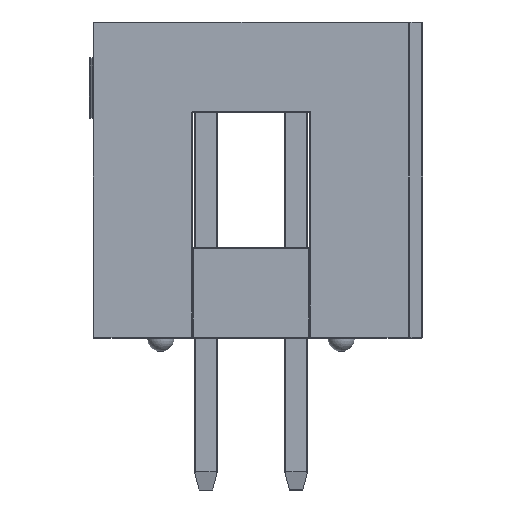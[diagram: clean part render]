
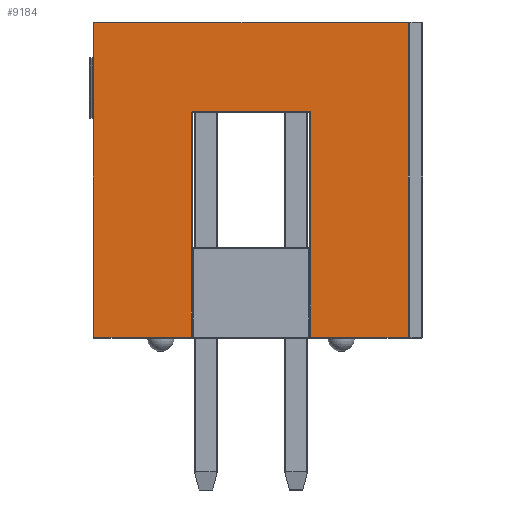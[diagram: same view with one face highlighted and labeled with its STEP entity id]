
A CAD part, left-side view. The second image highlights one B-rep face of the part: STEP entity #9184.
In plain terms, the highlighted planar face has unit normal (-1, 0, 0).
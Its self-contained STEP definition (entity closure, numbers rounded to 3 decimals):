
#674=CIRCLE('',#9877,0.051);
#816=PLANE('',#10039);
#1272=FACE_OUTER_BOUND('',#1835,.T.);
#1835=EDGE_LOOP('',(#7356,#7357,#7358,#7359,#7360,#7361,#7362,#7363,#7364));
#2267=LINE('',#13685,#3172);
#2284=LINE('',#13911,#3189);
#2288=LINE('',#13935,#3193);
#2319=LINE('',#14087,#3224);
#2321=LINE('',#14090,#3226);
#2326=LINE('',#14098,#3231);
#2329=LINE('',#14102,#3234);
#2381=LINE('',#14180,#3286);
#3172=VECTOR('',#10948,10.);
#3189=VECTOR('',#11097,10.);
#3193=VECTOR('',#11125,10.);
#3224=VECTOR('',#11306,10.);
#3226=VECTOR('',#11310,10.);
#3231=VECTOR('',#11321,10.);
#3234=VECTOR('',#11326,10.);
#3286=VECTOR('',#11430,10.);
#4161=VERTEX_POINT('',#13333);
#4198=VERTEX_POINT('',#13542);
#4217=VERTEX_POINT('',#13684);
#4262=VERTEX_POINT('',#13904);
#4271=VERTEX_POINT('',#13929);
#4272=VERTEX_POINT('',#13931);
#4297=VERTEX_POINT('',#14003);
#4298=VERTEX_POINT('',#14007);
#4311=VERTEX_POINT('',#14051);
#5122=EDGE_CURVE('',#4161,#4217,#2267,.T.);
#5187=EDGE_CURVE('',#4262,#4198,#2284,.T.);
#5197=EDGE_CURVE('',#4271,#4272,#674,.T.);
#5199=EDGE_CURVE('',#4217,#4271,#2288,.T.);
#5276=EDGE_CURVE('',#4298,#4311,#2319,.T.);
#5278=EDGE_CURVE('',#4311,#4297,#2321,.T.);
#5283=EDGE_CURVE('',#4272,#4298,#2326,.T.);
#5286=EDGE_CURVE('',#4297,#4262,#2329,.T.);
#5338=EDGE_CURVE('',#4198,#4161,#2381,.T.);
#7356=ORIENTED_EDGE('',*,*,#5276,.F.);
#7357=ORIENTED_EDGE('',*,*,#5283,.F.);
#7358=ORIENTED_EDGE('',*,*,#5197,.F.);
#7359=ORIENTED_EDGE('',*,*,#5199,.F.);
#7360=ORIENTED_EDGE('',*,*,#5122,.F.);
#7361=ORIENTED_EDGE('',*,*,#5338,.F.);
#7362=ORIENTED_EDGE('',*,*,#5187,.F.);
#7363=ORIENTED_EDGE('',*,*,#5286,.F.);
#7364=ORIENTED_EDGE('',*,*,#5278,.F.);
#9184=ADVANCED_FACE('',(#1272),#816,.T.);
#9877=AXIS2_PLACEMENT_3D('',#13932,#11119,#11120);
#10039=AXIS2_PLACEMENT_3D('',#14562,#11727,#11728);
#10948=DIRECTION('',(0.,0.,1.));
#11097=DIRECTION('',(0.,0.,-1.));
#11119=DIRECTION('center_axis',(-1.,0.,0.));
#11120=DIRECTION('ref_axis',(0.,0.707,0.707));
#11125=DIRECTION('',(0.,1.,0.));
#11306=DIRECTION('',(0.,1.,0.));
#11310=DIRECTION('',(0.,0.,1.));
#11321=DIRECTION('',(0.,0.,-1.));
#11326=DIRECTION('',(0.,-1.,0.));
#11430=DIRECTION('',(0.,1.,0.));
#11727=DIRECTION('center_axis',(-1.,0.,0.));
#11728=DIRECTION('ref_axis',(0.,-1.,0.));
#13333=CARTESIAN_POINT('',(-23.495,-1.676,0.025));
#13542=CARTESIAN_POINT('',(-23.495,-4.42,0.025));
#13684=CARTESIAN_POINT('',(-23.495,-1.676,6.375));
#13685=CARTESIAN_POINT('',(-23.495,-1.676,3.175));
#13904=CARTESIAN_POINT('',(-23.495,-4.42,8.865));
#13911=CARTESIAN_POINT('',(-23.495,-4.42,0.));
#13929=CARTESIAN_POINT('',(-23.495,1.626,6.375));
#13931=CARTESIAN_POINT('',(-23.495,1.676,6.325));
#13932=CARTESIAN_POINT('Origin',(-23.495,1.626,6.325));
#13935=CARTESIAN_POINT('',(-23.495,3.048,6.375));
#14003=CARTESIAN_POINT('',(-23.495,4.42,8.865));
#14007=CARTESIAN_POINT('',(-23.495,1.676,0.025));
#14051=CARTESIAN_POINT('',(-23.495,4.42,0.025));
#14087=CARTESIAN_POINT('',(-23.495,2.223,0.025));
#14090=CARTESIAN_POINT('',(-23.495,4.42,0.));
#14098=CARTESIAN_POINT('',(-23.495,1.676,0.));
#14102=CARTESIAN_POINT('',(-23.495,2.223,8.865));
#14180=CARTESIAN_POINT('',(-23.495,2.223,0.025));
#14562=CARTESIAN_POINT('Origin',(-23.495,4.445,0.));
